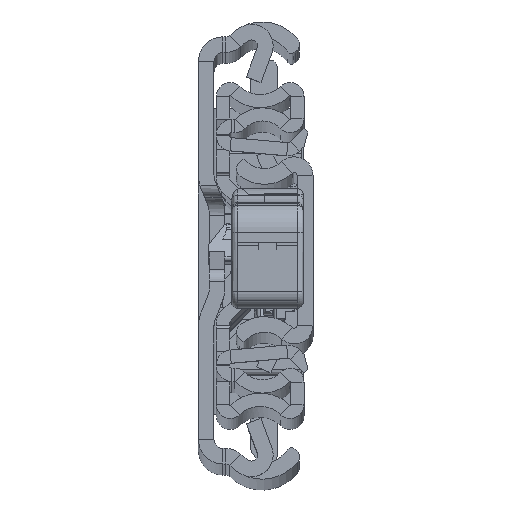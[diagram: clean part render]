
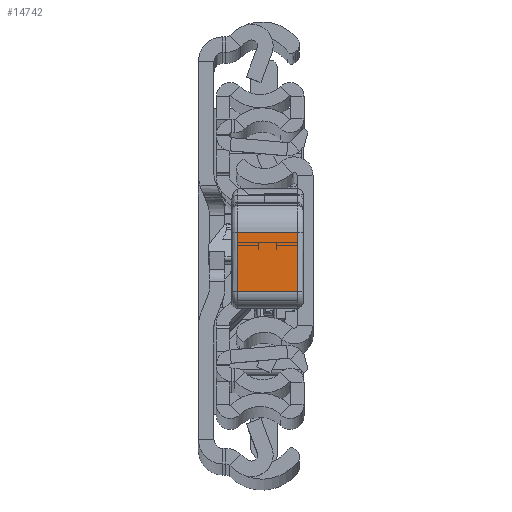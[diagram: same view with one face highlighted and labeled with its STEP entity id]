
A CAD part, top view. The second image highlights one B-rep face of the part: STEP entity #14742.
In plain terms, the highlighted face is planar.
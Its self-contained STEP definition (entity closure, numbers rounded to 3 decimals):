
#145 = EDGE_CURVE ( 'NONE', #26856, #27164, #28171, .T. ) ;
#950 = VECTOR ( 'NONE', #12365, 1000. ) ;
#1175 = CARTESIAN_POINT ( 'NONE',  ( 39.55, -12.274, 11. ) ) ;
#2054 = DIRECTION ( 'NONE',  ( -0.027, -1., 0. ) ) ;
#2229 = VECTOR ( 'NONE', #13707, 1000. ) ;
#3347 = AXIS2_PLACEMENT_3D ( 'NONE', #1175, #33939, #2054 ) ;
#6318 = CARTESIAN_POINT ( 'NONE',  ( 39.55, -12.274, 10. ) ) ;
#6721 = CARTESIAN_POINT ( 'NONE',  ( 39.818, -2.465, 11. ) ) ;
#7956 = CARTESIAN_POINT ( 'NONE',  ( 39.55, -12.274, 0. ) ) ;
#9234 = FACE_OUTER_BOUND ( 'NONE', #14508, .T. ) ;
#9944 = ORIENTED_EDGE ( 'NONE', *, *, #19495, .T. ) ;
#10506 = ORIENTED_EDGE ( 'NONE', *, *, #145, .T. ) ;
#12365 = DIRECTION ( 'NONE',  ( 0., 0., -1. ) ) ;
#13707 = DIRECTION ( 'NONE',  ( 0.027, 1., 0. ) ) ;
#14508 = EDGE_LOOP ( 'NONE', ( #9944, #31508, #23254, #10506 ) ) ;
#14742 = ADVANCED_FACE ( 'NONE', ( #9234 ), #25713, .F. ) ;
#14936 = EDGE_CURVE ( 'NONE', #25392, #24115, #34997, .T. ) ;
#15507 = LINE ( 'NONE', #6721, #31383 ) ;
#16681 = EDGE_CURVE ( 'NONE', #24115, #26856, #15507, .T. ) ;
#19495 = EDGE_CURVE ( 'NONE', #27164, #25392, #32219, .T. ) ;
#20121 = DIRECTION ( 'NONE',  ( -0.027, -1., 0. ) ) ;
#21047 = DIRECTION ( 'NONE',  ( 0., 0., 1. ) ) ;
#23254 = ORIENTED_EDGE ( 'NONE', *, *, #16681, .T. ) ;
#24115 = VERTEX_POINT ( 'NONE', #25513 ) ;
#25392 = VERTEX_POINT ( 'NONE', #31750 ) ;
#25513 = CARTESIAN_POINT ( 'NONE',  ( 39.818, -2.465, 0. ) ) ;
#25713 = PLANE ( 'NONE',  #3347 ) ;
#26856 = VERTEX_POINT ( 'NONE', #34754 ) ;
#27164 = VERTEX_POINT ( 'NONE', #33651 ) ;
#27764 = VECTOR ( 'NONE', #20121, 1000. ) ;
#28171 = LINE ( 'NONE', #6318, #27764 ) ;
#29361 = CARTESIAN_POINT ( 'NONE',  ( 39.55, -12.274, 11. ) ) ;
#31383 = VECTOR ( 'NONE', #21047, 1000. ) ;
#31508 = ORIENTED_EDGE ( 'NONE', *, *, #14936, .T. ) ;
#31750 = CARTESIAN_POINT ( 'NONE',  ( 39.55, -12.274, 0. ) ) ;
#32219 = LINE ( 'NONE', #29361, #950 ) ;
#33651 = CARTESIAN_POINT ( 'NONE',  ( 39.55, -12.274, 10. ) ) ;
#33939 = DIRECTION ( 'NONE',  ( -1., 0.027, 0. ) ) ;
#34754 = CARTESIAN_POINT ( 'NONE',  ( 39.818, -2.465, 10. ) ) ;
#34997 = LINE ( 'NONE', #7956, #2229 ) ;
